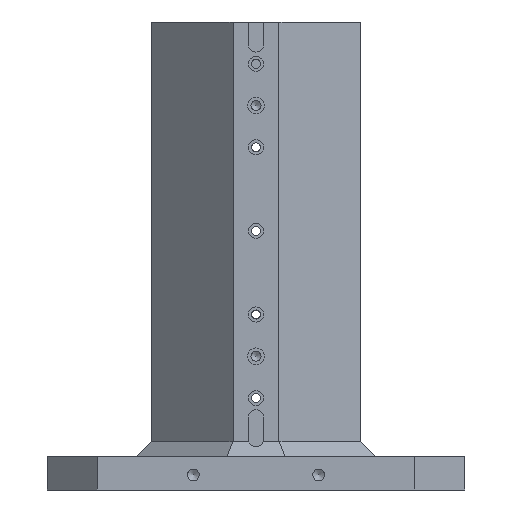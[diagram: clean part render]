
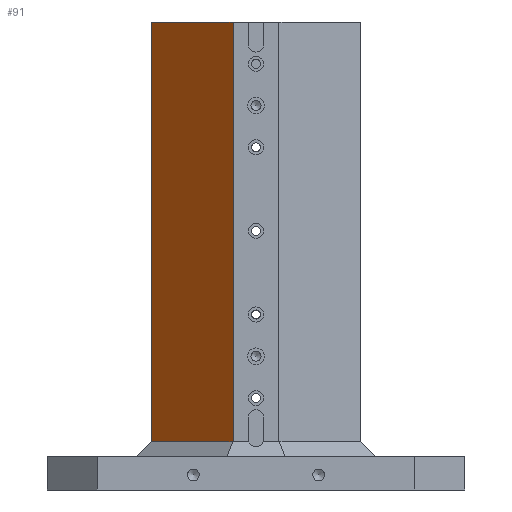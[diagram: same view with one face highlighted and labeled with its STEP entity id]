
A CAD part, front view. The second image highlights one B-rep face of the part: STEP entity #91.
In plain terms, the highlighted planar face has unit normal (-0.707, -0.707, 0).
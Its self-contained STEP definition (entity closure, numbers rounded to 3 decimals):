
#91 = ADVANCED_FACE( '', ( #385 ), #386, .T. );
#385 = FACE_OUTER_BOUND( '', #1077, .T. );
#386 = PLANE( '', #1078 );
#1077 = EDGE_LOOP( '', ( #1914, #1915, #1916, #1917 ) );
#1078 = AXIS2_PLACEMENT_3D( '', #1918, #1919, #1920 );
#1914 = ORIENTED_EDGE( '', *, *, #3503, .T. );
#1915 = ORIENTED_EDGE( '', *, *, #3508, .T. );
#1916 = ORIENTED_EDGE( '', *, *, #3509, .F. );
#1917 = ORIENTED_EDGE( '', *, *, #3441, .T. );
#1918 = CARTESIAN_POINT( '', ( -27.5, -125., 560. ) );
#1919 = DIRECTION( '', ( -0.707, -0.707, 0. ) );
#1920 = DIRECTION( '', ( 0.707, -0.707, 0. ) );
#3441 = EDGE_CURVE( '', #3989, #3987, #3990, .T. );
#3503 = EDGE_CURVE( '', #3987, #4102, #4104, .T. );
#3508 = EDGE_CURVE( '', #4102, #4113, #4114, .T. );
#3509 = EDGE_CURVE( '', #3989, #4113, #4115, .T. );
#3987 = VERTEX_POINT( '', #4854 );
#3989 = VERTEX_POINT( '', #4857 );
#3990 = LINE( '', #4858, #4859 );
#4102 = VERTEX_POINT( '', #4999 );
#4104 = LINE( '', #5002, #5003 );
#4113 = VERTEX_POINT( '', #5016 );
#4114 = LINE( '', #5017, #5018 );
#4115 = LINE( '', #5019, #5020 );
#4854 = CARTESIAN_POINT( '', ( -125., -27.5, 560. ) );
#4857 = CARTESIAN_POINT( '', ( -27.5, -125., 560. ) );
#4858 = CARTESIAN_POINT( '', ( -27.5, -125., 560. ) );
#4859 = VECTOR( '', #5810, 1000. );
#4999 = CARTESIAN_POINT( '', ( -125., -27.5, 58. ) );
#5002 = CARTESIAN_POINT( '', ( -125., -27.5, 560. ) );
#5003 = VECTOR( '', #5936, 1000. );
#5016 = CARTESIAN_POINT( '', ( -27.5, -125., 58. ) );
#5017 = CARTESIAN_POINT( '', ( -27.5, -125., 58. ) );
#5018 = VECTOR( '', #5941, 1000. );
#5019 = CARTESIAN_POINT( '', ( -27.5, -125., 560. ) );
#5020 = VECTOR( '', #5942, 1000. );
#5810 = DIRECTION( '', ( -0.707, 0.707, 0. ) );
#5936 = DIRECTION( '', ( 0., 0., -1. ) );
#5941 = DIRECTION( '', ( 0.707, -0.707, 0. ) );
#5942 = DIRECTION( '', ( 0., 0., -1. ) );
